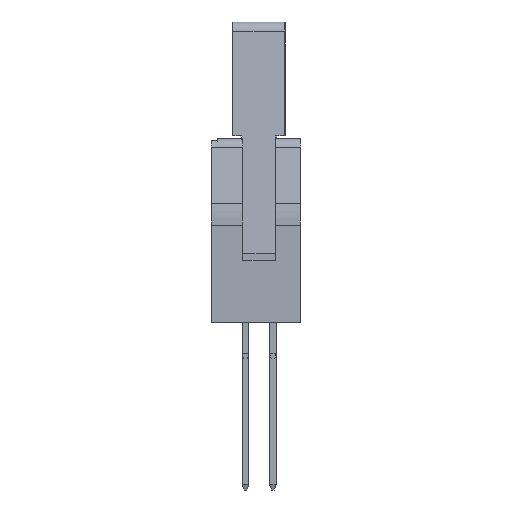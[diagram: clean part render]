
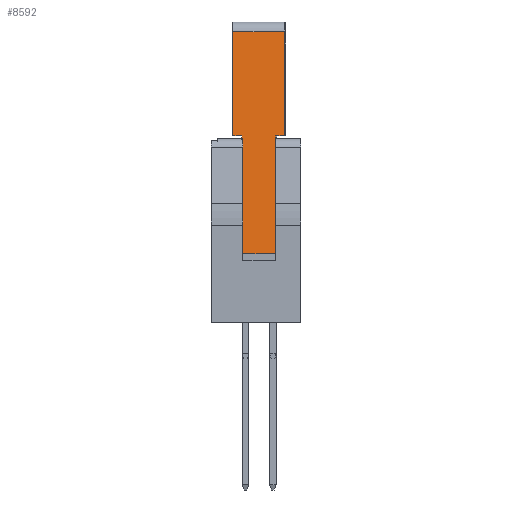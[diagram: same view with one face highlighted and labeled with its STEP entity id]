
A CAD part, left-side view. The second image highlights one B-rep face of the part: STEP entity #8592.
In plain terms, the highlighted face is planar.
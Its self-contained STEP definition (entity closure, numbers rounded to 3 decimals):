
#8592 = ADVANCED_FACE('',(#8593),#8659,.T.);
#8593 = FACE_BOUND('',#8594,.T.);
#8594 = EDGE_LOOP('',(#8595,#8605,#8613,#8621,#8629,#8637,#8645,#8653));
#8595 = ORIENTED_EDGE('',*,*,#8596,.T.);
#8596 = EDGE_CURVE('',#8597,#8599,#8601,.T.);
#8597 = VERTEX_POINT('',#8598);
#8598 = CARTESIAN_POINT('',(3.364,1.57,2.738));
#8599 = VERTEX_POINT('',#8600);
#8600 = CARTESIAN_POINT('',(3.364,2.4,2.738));
#8601 = LINE('',#8602,#8603);
#8602 = CARTESIAN_POINT('',(3.364,1.57,2.738));
#8603 = VECTOR('',#8604,1.);
#8604 = DIRECTION('',(0.,1.,0.));
#8605 = ORIENTED_EDGE('',*,*,#8606,.F.);
#8606 = EDGE_CURVE('',#8607,#8599,#8609,.T.);
#8607 = VERTEX_POINT('',#8608);
#8608 = CARTESIAN_POINT('',(2.221,2.4,12.403));
#8609 = LINE('',#8610,#8611);
#8610 = CARTESIAN_POINT('',(2.,2.4,14.274));
#8611 = VECTOR('',#8612,1.);
#8612 = DIRECTION('',(0.117,0.,-0.993));
#8613 = ORIENTED_EDGE('',*,*,#8614,.F.);
#8614 = EDGE_CURVE('',#8615,#8607,#8617,.T.);
#8615 = VERTEX_POINT('',#8616);
#8616 = CARTESIAN_POINT('',(2.221,-2.4,12.403));
#8617 = LINE('',#8618,#8619);
#8618 = CARTESIAN_POINT('',(2.221,-2.4,12.403));
#8619 = VECTOR('',#8620,1.);
#8620 = DIRECTION('',(0.,1.,0.));
#8621 = ORIENTED_EDGE('',*,*,#8622,.T.);
#8622 = EDGE_CURVE('',#8615,#8623,#8625,.T.);
#8623 = VERTEX_POINT('',#8624);
#8624 = CARTESIAN_POINT('',(3.364,-2.4,2.738));
#8625 = LINE('',#8626,#8627);
#8626 = CARTESIAN_POINT('',(2.,-2.4,14.274));
#8627 = VECTOR('',#8628,1.);
#8628 = DIRECTION('',(0.117,0.,-0.993));
#8629 = ORIENTED_EDGE('',*,*,#8630,.F.);
#8630 = EDGE_CURVE('',#8631,#8623,#8633,.T.);
#8631 = VERTEX_POINT('',#8632);
#8632 = CARTESIAN_POINT('',(3.364,-1.57,2.738));
#8633 = LINE('',#8634,#8635);
#8634 = CARTESIAN_POINT('',(3.364,-1.57,2.738));
#8635 = VECTOR('',#8636,1.);
#8636 = DIRECTION('',(0.,-1.,0.));
#8637 = ORIENTED_EDGE('',*,*,#8638,.F.);
#8638 = EDGE_CURVE('',#8639,#8631,#8641,.T.);
#8639 = VERTEX_POINT('',#8640);
#8640 = CARTESIAN_POINT('',(4.65,-1.57,-8.145));
#8641 = LINE('',#8642,#8643);
#8642 = CARTESIAN_POINT('',(3.364,-1.57,2.738));
#8643 = VECTOR('',#8644,1.);
#8644 = DIRECTION('',(-0.117,0.,0.993));
#8645 = ORIENTED_EDGE('',*,*,#8646,.T.);
#8646 = EDGE_CURVE('',#8639,#8647,#8649,.T.);
#8647 = VERTEX_POINT('',#8648);
#8648 = CARTESIAN_POINT('',(4.65,1.57,-8.145));
#8649 = LINE('',#8650,#8651);
#8650 = CARTESIAN_POINT('',(4.65,-2.4,-8.145));
#8651 = VECTOR('',#8652,1.);
#8652 = DIRECTION('',(0.,1.,0.));
#8653 = ORIENTED_EDGE('',*,*,#8654,.F.);
#8654 = EDGE_CURVE('',#8597,#8647,#8655,.T.);
#8655 = LINE('',#8656,#8657);
#8656 = CARTESIAN_POINT('',(3.364,1.57,2.738));
#8657 = VECTOR('',#8658,1.);
#8658 = DIRECTION('',(0.117,0.,-0.993));
#8659 = PLANE('',#8660);
#8660 = AXIS2_PLACEMENT_3D('',#8661,#8662,#8663);
#8661 = CARTESIAN_POINT('',(2.,-2.4,14.274));
#8662 = DIRECTION('',(0.993,0.,0.117));
#8663 = DIRECTION('',(0.117,0.,-0.993));
